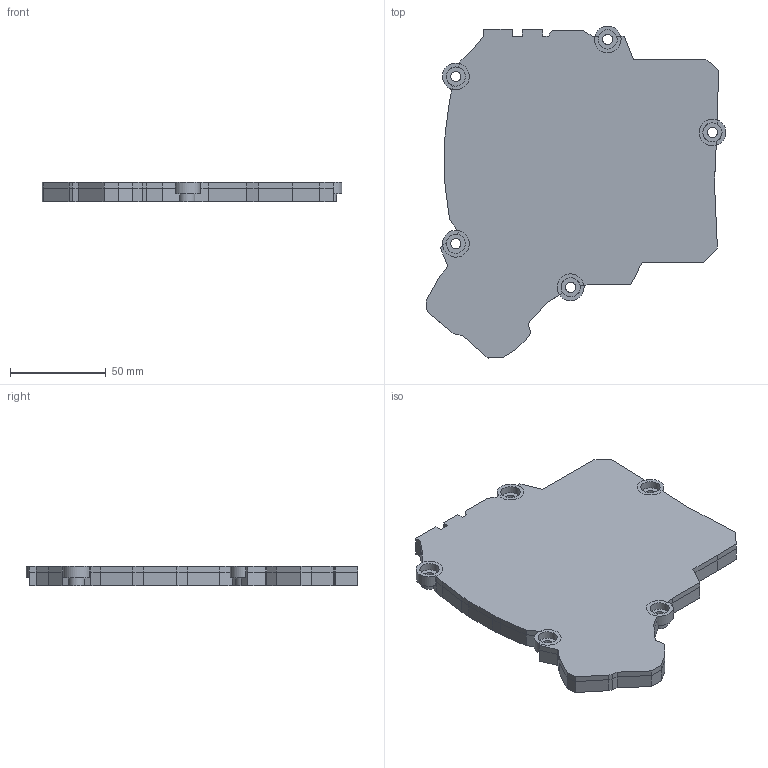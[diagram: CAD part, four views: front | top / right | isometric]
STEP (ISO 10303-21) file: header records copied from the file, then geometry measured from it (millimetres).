
FILE_DESCRIPTION(('FreeCAD Model'),'2;1');
FILE_NAME('plate_JAS.step','2021-03-08T15:24:03',('Author'),(''), 'Open CASCADE STEP processor 7.2','FreeCAD','Unknown');
FILE_SCHEMA(('AUTOMOTIVE_DESIGN { 1 0 10303 214 1 1 1 1 }'));
Length unit declared in the file: millimetre
Products named in the file (1): Pocket
Bounding box: 156.4 x 173.15 x 10 mm (x, y, z)
Volume: 68610.7 mm3; surface area: 49611.5 mm2
Topology: 1 solids, 1 shells, 249 faces, 666 edges, 420 vertices
Faces by surface type: plane 210, cylinder 39
Full cylindrical faces by diameter (mm): 5.304 x10, 10 x5
Entity records: 16190 total; most frequent: CARTESIAN_POINT 2772, DIRECTION 2485, LINE 1709, VECTOR 1709, ORIENTED_EDGE 1332, PCURVE 1332, DEFINITIONAL_REPRESENTATION 1332, EDGE_CURVE 666
